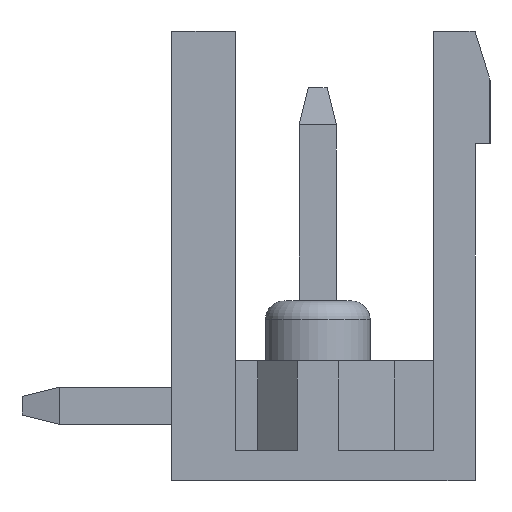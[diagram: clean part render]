
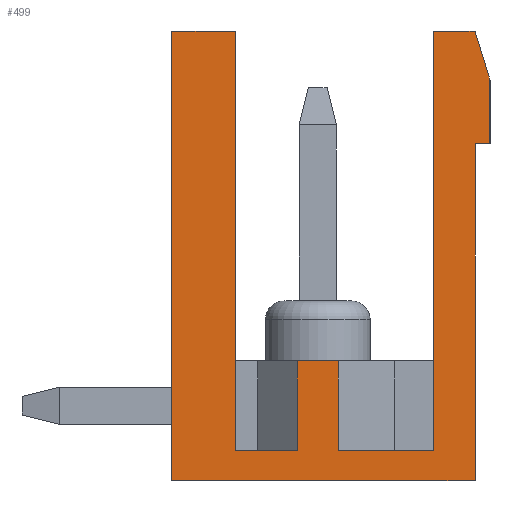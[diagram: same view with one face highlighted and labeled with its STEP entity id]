
A CAD part, left-side view. The second image highlights one B-rep face of the part: STEP entity #499.
In plain terms, the highlighted planar face has unit normal (-1, 0, 0).
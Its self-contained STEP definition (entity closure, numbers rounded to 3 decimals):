
#499 = ADVANCED_FACE( '', ( #1054 ), #1055, .T. );
#1054 = FACE_OUTER_BOUND( '', #1685, .T. );
#1055 = PLANE( '', #1686 );
#1685 = EDGE_LOOP( '', ( #3005, #3006, #3007, #3008, #3009, #3010, #3011, #3012, #3013, #3014, #3015, #3016, #3017, #3018, #3019 ) );
#1686 = AXIS2_PLACEMENT_3D( '', #3020, #3021, #3022 );
#3005 = ORIENTED_EDGE( '', *, *, #4418, .T. );
#3006 = ORIENTED_EDGE( '', *, *, #4039, .F. );
#3007 = ORIENTED_EDGE( '', *, *, #4435, .T. );
#3008 = ORIENTED_EDGE( '', *, *, #4436, .F. );
#3009 = ORIENTED_EDGE( '', *, *, #4103, .F. );
#3010 = ORIENTED_EDGE( '', *, *, #4192, .T. );
#3011 = ORIENTED_EDGE( '', *, *, #4293, .T. );
#3012 = ORIENTED_EDGE( '', *, *, #4318, .T. );
#3013 = ORIENTED_EDGE( '', *, *, #3899, .T. );
#3014 = ORIENTED_EDGE( '', *, *, #3961, .T. );
#3015 = ORIENTED_EDGE( '', *, *, #4437, .T. );
#3016 = ORIENTED_EDGE( '', *, *, #4328, .T. );
#3017 = ORIENTED_EDGE( '', *, *, #4274, .T. );
#3018 = ORIENTED_EDGE( '', *, *, #4256, .T. );
#3019 = ORIENTED_EDGE( '', *, *, #3958, .T. );
#3020 = CARTESIAN_POINT( '', ( -18.14, 0., 0. ) );
#3021 = DIRECTION( '', ( -1., 0., 0. ) );
#3022 = DIRECTION( '', ( 0., 0., 1. ) );
#3899 = EDGE_CURVE( '', #4652, #4650, #4653, .T. );
#3958 = EDGE_CURVE( '', #4762, #4760, #4763, .T. );
#3961 = EDGE_CURVE( '', #4650, #4766, #4767, .T. );
#4039 = EDGE_CURVE( '', #4911, #4913, #4914, .T. );
#4103 = EDGE_CURVE( '', #5023, #5025, #5026, .T. );
#4192 = EDGE_CURVE( '', #5023, #5182, #5184, .T. );
#4256 = EDGE_CURVE( '', #5272, #4762, #5273, .T. );
#4274 = EDGE_CURVE( '', #5299, #5272, #5300, .T. );
#4293 = EDGE_CURVE( '', #5182, #5327, #5329, .T. );
#4318 = EDGE_CURVE( '', #5327, #4652, #5364, .T. );
#4328 = EDGE_CURVE( '', #5377, #5299, #5378, .T. );
#4418 = EDGE_CURVE( '', #4760, #4913, #5499, .T. );
#4435 = EDGE_CURVE( '', #4911, #5518, #5519, .T. );
#4436 = EDGE_CURVE( '', #5025, #5518, #5520, .T. );
#4437 = EDGE_CURVE( '', #4766, #5377, #5521, .T. );
#4650 = VERTEX_POINT( '', #5768 );
#4652 = VERTEX_POINT( '', #5771 );
#4653 = LINE( '', #5772, #5773 );
#4760 = VERTEX_POINT( '', #5923 );
#4762 = VERTEX_POINT( '', #5926 );
#4763 = LINE( '', #5927, #5928 );
#4766 = VERTEX_POINT( '', #5932 );
#4767 = LINE( '', #5933, #5934 );
#4911 = VERTEX_POINT( '', #6147 );
#4913 = VERTEX_POINT( '', #6150 );
#4914 = LINE( '', #6151, #6152 );
#5023 = VERTEX_POINT( '', #6305 );
#5025 = VERTEX_POINT( '', #6308 );
#5026 = LINE( '', #6309, #6310 );
#5182 = VERTEX_POINT( '', #6539 );
#5184 = LINE( '', #6542, #6543 );
#5272 = VERTEX_POINT( '', #6674 );
#5273 = LINE( '', #6675, #6676 );
#5299 = VERTEX_POINT( '', #6716 );
#5300 = LINE( '', #6717, #6718 );
#5327 = VERTEX_POINT( '', #6755 );
#5329 = LINE( '', #6758, #6759 );
#5364 = LINE( '', #6810, #6811 );
#5377 = VERTEX_POINT( '', #6830 );
#5378 = LINE( '', #6831, #6832 );
#5499 = LINE( '', #7014, #7015 );
#5518 = VERTEX_POINT( '', #7044 );
#5519 = LINE( '', #7045, #7046 );
#5520 = LINE( '', #7047, #7048 );
#5521 = LINE( '', #7049, #7050 );
#5768 = CARTESIAN_POINT( '', ( -18.14, 4.05, 6. ) );
#5771 = CARTESIAN_POINT( '', ( -18.14, 2.35, 6. ) );
#5772 = CARTESIAN_POINT( '', ( -18.14, -4.05, 6. ) );
#5773 = VECTOR( '', #7400, 1000. );
#5923 = CARTESIAN_POINT( '', ( -18.14, -4.05, 6. ) );
#5926 = CARTESIAN_POINT( '', ( -18.14, -4.45, 4.7 ) );
#5927 = CARTESIAN_POINT( '', ( -18.14, -4.45, 4.7 ) );
#5928 = VECTOR( '', #7466, 1000. );
#5932 = CARTESIAN_POINT( '', ( -18.14, 4.05, -6. ) );
#5933 = CARTESIAN_POINT( '', ( -18.14, 4.05, 6. ) );
#5934 = VECTOR( '', #7468, 1000. );
#6147 = CARTESIAN_POINT( '', ( -18.14, -2.95, -5.2 ) );
#6150 = CARTESIAN_POINT( '', ( -18.14, -2.95, 6. ) );
#6151 = CARTESIAN_POINT( '', ( -18.14, -2.95, -5.2 ) );
#6152 = VECTOR( '', #7545, 1000. );
#6305 = CARTESIAN_POINT( '', ( -18.14, 0.7, -2.8 ) );
#6308 = CARTESIAN_POINT( '', ( -18.14, -0.4, -2.8 ) );
#6309 = CARTESIAN_POINT( '', ( -18.14, 0.7, -2.8 ) );
#6310 = VECTOR( '', #7618, 1000. );
#6539 = CARTESIAN_POINT( '', ( -18.14, 0.7, -5.2 ) );
#6542 = CARTESIAN_POINT( '', ( -18.14, 0.7, -2.8 ) );
#6543 = VECTOR( '', #7708, 1000. );
#6674 = CARTESIAN_POINT( '', ( -18.14, -4.45, 3. ) );
#6675 = CARTESIAN_POINT( '', ( -18.14, -4.45, 3. ) );
#6676 = VECTOR( '', #7758, 1000. );
#6716 = CARTESIAN_POINT( '', ( -18.14, -4.05, 3. ) );
#6717 = CARTESIAN_POINT( '', ( -18.14, -4.05, 3. ) );
#6718 = VECTOR( '', #7773, 1000. );
#6755 = CARTESIAN_POINT( '', ( -18.14, 2.35, -5.2 ) );
#6758 = CARTESIAN_POINT( '', ( -18.14, -2.95, -5.2 ) );
#6759 = VECTOR( '', #7791, 1000. );
#6810 = CARTESIAN_POINT( '', ( -18.14, 2.35, -5.2 ) );
#6811 = VECTOR( '', #7811, 1000. );
#6830 = CARTESIAN_POINT( '', ( -18.14, -4.05, -6. ) );
#6831 = CARTESIAN_POINT( '', ( -18.14, -4.05, -6. ) );
#6832 = VECTOR( '', #7818, 1000. );
#7014 = CARTESIAN_POINT( '', ( -18.14, -4.05, 6. ) );
#7015 = VECTOR( '', #7886, 1000. );
#7044 = CARTESIAN_POINT( '', ( -18.14, -0.4, -5.2 ) );
#7045 = CARTESIAN_POINT( '', ( -18.14, -2.95, -5.2 ) );
#7046 = VECTOR( '', #7897, 1000. );
#7047 = CARTESIAN_POINT( '', ( -18.14, -0.4, -2.8 ) );
#7048 = VECTOR( '', #7898, 1000. );
#7049 = CARTESIAN_POINT( '', ( -18.14, 4.05, -6. ) );
#7050 = VECTOR( '', #7899, 1000. );
#7400 = DIRECTION( '', ( 0., 1., 0. ) );
#7466 = DIRECTION( '', ( 0., 0.294, 0.956 ) );
#7468 = DIRECTION( '', ( 0., 0., -1. ) );
#7545 = DIRECTION( '', ( 0., 0., 1. ) );
#7618 = DIRECTION( '', ( 0., -1., 0. ) );
#7708 = DIRECTION( '', ( 0., 0., -1. ) );
#7758 = DIRECTION( '', ( 0., 0., 1. ) );
#7773 = DIRECTION( '', ( 0., -1., 0. ) );
#7791 = DIRECTION( '', ( 0., 1., 0. ) );
#7811 = DIRECTION( '', ( 0., 0., 1. ) );
#7818 = DIRECTION( '', ( 0., 0., 1. ) );
#7886 = DIRECTION( '', ( 0., 1., 0. ) );
#7897 = DIRECTION( '', ( 0., 1., 0. ) );
#7898 = DIRECTION( '', ( 0., 0., -1. ) );
#7899 = DIRECTION( '', ( 0., -1., 0. ) );
